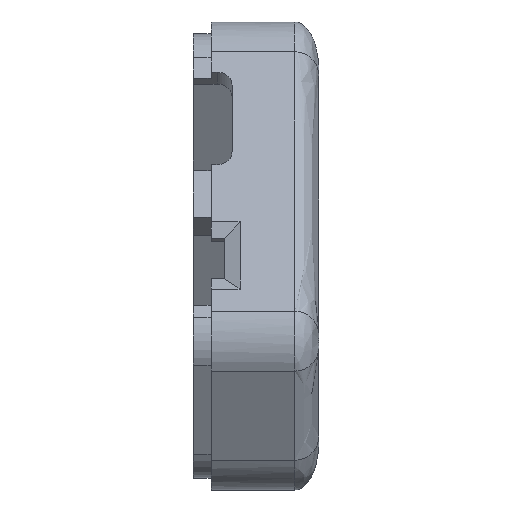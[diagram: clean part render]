
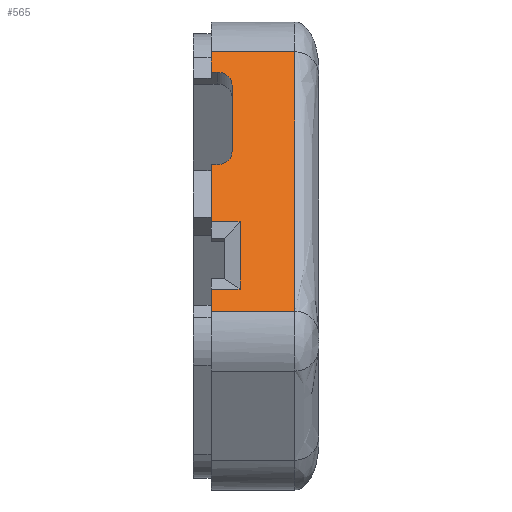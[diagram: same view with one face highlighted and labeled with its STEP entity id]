
A CAD part, left-side view. The second image highlights one B-rep face of the part: STEP entity #565.
In plain terms, the highlighted planar face has unit normal (-0.866, 0, 0.5).
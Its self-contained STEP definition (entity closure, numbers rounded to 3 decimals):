
#9 = VERTEX_POINT ( 'NONE', #1108 ) ;
#90 = ORIENTED_EDGE ( 'NONE', *, *, #99, .T. ) ;
#99 = EDGE_CURVE ( 'NONE', #1444, #991, #1417, .T. ) ;
#155 = CARTESIAN_POINT ( 'NONE',  ( -10.233, 7.25, 16.675 ) ) ;
#214 = ORIENTED_EDGE ( 'NONE', *, *, #2660, .F. ) ;
#220 = LINE ( 'NONE', #506, #3177 ) ;
#260 = LINE ( 'NONE', #569, #489 ) ;
#293 = EDGE_CURVE ( 'NONE', #2905, #1384, #220, .T. ) ;
#342 = CARTESIAN_POINT ( 'NONE',  ( -20.085, 6.585, -0.388 ) ) ;
#418 = VERTEX_POINT ( 'NONE', #1415 ) ;
#489 = VECTOR ( 'NONE', #2673, 1000. ) ;
#506 = CARTESIAN_POINT ( 'NONE',  ( -14.896, 9., 8.6 ) ) ;
#565 = ADVANCED_FACE ( 'NONE', ( #2820 ), #1449, .T. ) ;
#569 = CARTESIAN_POINT ( 'NONE',  ( -14.078, 0., 10.016 ) ) ;
#577 = CARTESIAN_POINT ( 'NONE',  ( -21.161, 9., -2.252 ) ) ;
#579 = LINE ( 'NONE', #2506, #2071 ) ;
#657 = ORIENTED_EDGE ( 'NONE', *, *, #2536, .T. ) ;
#741 = LINE ( 'NONE', #1210, #2632 ) ;
#783 = EDGE_CURVE ( 'NONE', #834, #3444, #1082, .T. ) ;
#785 = VERTEX_POINT ( 'NONE', #1626 ) ;
#810 = CARTESIAN_POINT ( 'NONE',  ( -14.896, 9., 8.6 ) ) ;
#820 = DIRECTION ( 'NONE',  ( 0.5, 0., 0.866 ) ) ;
#834 = VERTEX_POINT ( 'NONE', #2779 ) ;
#858 = LINE ( 'NONE', #1685, #3479 ) ;
#873 = ORIENTED_EDGE ( 'NONE', *, *, #2486, .T. ) ;
#886 = EDGE_CURVE ( 'NONE', #785, #3450, #3331, .T. ) ;
#941 = CIRCLE ( 'NONE', #2793, 1.25 ) ;
#949 = CIRCLE ( 'NONE', #1679, 1.25 ) ;
#991 = VERTEX_POINT ( 'NONE', #3401 ) ;
#995 = VECTOR ( 'NONE', #3061, 1000. ) ;
#1001 = LINE ( 'NONE', #3094, #3311 ) ;
#1041 = ORIENTED_EDGE ( 'NONE', *, *, #1328, .F. ) ;
#1078 = EDGE_CURVE ( 'NONE', #1945, #418, #260, .T. ) ;
#1082 = LINE ( 'NONE', #2426, #3239 ) ;
#1102 = DIRECTION ( 'NONE',  ( 0., -1., 0. ) ) ;
#1108 = CARTESIAN_POINT ( 'NONE',  ( -9.608, 9., 17.758 ) ) ;
#1135 = ORIENTED_EDGE ( 'NONE', *, *, #2558, .T. ) ;
#1144 = CARTESIAN_POINT ( 'NONE',  ( -8.63, 2., 19.452 ) ) ;
#1195 = CARTESIAN_POINT ( 'NONE',  ( -8.63, 9., 19.452 ) ) ;
#1205 = VERTEX_POINT ( 'NONE', #1195 ) ;
#1210 = CARTESIAN_POINT ( 'NONE',  ( -14.896, 9., 8.6 ) ) ;
#1217 = CARTESIAN_POINT ( 'NONE',  ( -14.078, 9., 10.016 ) ) ;
#1225 = VERTEX_POINT ( 'NONE', #3327 ) ;
#1275 = ORIENTED_EDGE ( 'NONE', *, *, #2084, .T. ) ;
#1282 = DIRECTION ( 'NONE',  ( 0.5, 0., 0.866 ) ) ;
#1289 = VECTOR ( 'NONE', #1580, 1000. ) ;
#1328 = EDGE_CURVE ( 'NONE', #418, #834, #941, .T. ) ;
#1384 = VERTEX_POINT ( 'NONE', #577 ) ;
#1408 = CARTESIAN_POINT ( 'NONE',  ( -16.984, 2., 4.983 ) ) ;
#1415 = CARTESIAN_POINT ( 'NONE',  ( -14.078, 8.5, 10.016 ) ) ;
#1417 = B_SPLINE_CURVE_WITH_KNOTS ( 'NONE', 3,
 ( #2314, #1408, #3118, #1144 ),
 .UNSPECIFIED., .F., .F.,
 ( 4, 4 ),
 ( 0., 1. ),
 .UNSPECIFIED. ) ;
#1422 = DIRECTION ( 'NONE',  ( -0.5, 0., -0.866 ) ) ;
#1444 = VERTEX_POINT ( 'NONE', #1646 ) ;
#1449 = PLANE ( 'NONE',  #2617 ) ;
#1473 = DIRECTION ( 'NONE',  ( -0.866, 0., 0.5 ) ) ;
#1500 = CARTESIAN_POINT ( 'NONE',  ( -14.896, 9., 8.6 ) ) ;
#1541 = ORIENTED_EDGE ( 'NONE', *, *, #886, .T. ) ;
#1542 = DIRECTION ( 'NONE',  ( -0.5, 0., -0.866 ) ) ;
#1580 = DIRECTION ( 'NONE',  ( 0., 1., 0. ) ) ;
#1613 = DIRECTION ( 'NONE',  ( -0.5, 0., -0.866 ) ) ;
#1626 = CARTESIAN_POINT ( 'NONE',  ( -16.835, 9., 5.242 ) ) ;
#1646 = CARTESIAN_POINT ( 'NONE',  ( -21.161, 2., -2.252 ) ) ;
#1679 = AXIS2_PLACEMENT_3D ( 'NONE', #1740, #1473, #2542 ) ;
#1685 = CARTESIAN_POINT ( 'NONE',  ( -8.63, 9., 19.452 ) ) ;
#1696 = ORIENTED_EDGE ( 'NONE', *, *, #2903, .F. ) ;
#1740 = CARTESIAN_POINT ( 'NONE',  ( -10.233, 8.5, 16.675 ) ) ;
#1794 = DIRECTION ( 'NONE',  ( 0., 1., 0. ) ) ;
#1846 = DIRECTION ( 'NONE',  ( -0.866, 0., 0.5 ) ) ;
#1863 = LINE ( 'NONE', #810, #1905 ) ;
#1866 = CARTESIAN_POINT ( 'NONE',  ( -16.835, 6.585, 5.242 ) ) ;
#1905 = VECTOR ( 'NONE', #1613, 1000. ) ;
#1945 = VERTEX_POINT ( 'NONE', #1217 ) ;
#1994 = DIRECTION ( 'NONE',  ( -0.866, 0., 0.5 ) ) ;
#2069 = DIRECTION ( 'NONE',  ( -0.5, 0., -0.866 ) ) ;
#2071 = VECTOR ( 'NONE', #1422, 1000. ) ;
#2084 = EDGE_CURVE ( 'NONE', #3450, #2873, #579, .T. ) ;
#2277 = ORIENTED_EDGE ( 'NONE', *, *, #1078, .F. ) ;
#2314 = CARTESIAN_POINT ( 'NONE',  ( -21.161, 2., -2.252 ) ) ;
#2374 = EDGE_LOOP ( 'NONE', ( #873, #90, #1696, #657, #2606, #214, #2805, #1041, #2277, #2919, #1541, #1275, #1135, #3067 ) ) ;
#2402 = VECTOR ( 'NONE', #2491, 1000. ) ;
#2426 = CARTESIAN_POINT ( 'NONE',  ( -14.896, 7.25, 8.6 ) ) ;
#2486 = EDGE_CURVE ( 'NONE', #1384, #1444, #2722, .T. ) ;
#2487 = CARTESIAN_POINT ( 'NONE',  ( -20.085, 9., -0.388 ) ) ;
#2491 = DIRECTION ( 'NONE',  ( 0., -1., 0. ) ) ;
#2499 = DIRECTION ( 'NONE',  ( 0.5, 0., 0.866 ) ) ;
#2506 = CARTESIAN_POINT ( 'NONE',  ( -19.435, 6.585, 0.738 ) ) ;
#2533 = CARTESIAN_POINT ( 'NONE',  ( -16.835, 7.885, 5.242 ) ) ;
#2536 = EDGE_CURVE ( 'NONE', #1205, #9, #741, .T. ) ;
#2542 = DIRECTION ( 'NONE',  ( 0.5, 0., 0.866 ) ) ;
#2558 = EDGE_CURVE ( 'NONE', #2873, #2905, #1001, .T. ) ;
#2606 = ORIENTED_EDGE ( 'NONE', *, *, #2709, .F. ) ;
#2617 = AXIS2_PLACEMENT_3D ( 'NONE', #1500, #1994, #2499 ) ;
#2632 = VECTOR ( 'NONE', #1542, 1000. ) ;
#2660 = EDGE_CURVE ( 'NONE', #3444, #1225, #949, .T. ) ;
#2673 = DIRECTION ( 'NONE',  ( 0., -1., 0. ) ) ;
#2689 = CARTESIAN_POINT ( 'NONE',  ( -9.608, 0., 17.758 ) ) ;
#2709 = EDGE_CURVE ( 'NONE', #1225, #9, #3157, .T. ) ;
#2722 = LINE ( 'NONE', #3056, #2402 ) ;
#2732 = EDGE_CURVE ( 'NONE', #1945, #785, #1863, .T. ) ;
#2779 = CARTESIAN_POINT ( 'NONE',  ( -13.453, 7.25, 11.098 ) ) ;
#2793 = AXIS2_PLACEMENT_3D ( 'NONE', #3123, #1846, #1282 ) ;
#2805 = ORIENTED_EDGE ( 'NONE', *, *, #783, .F. ) ;
#2820 = FACE_OUTER_BOUND ( 'NONE', #2374, .T. ) ;
#2873 = VERTEX_POINT ( 'NONE', #342 ) ;
#2903 = EDGE_CURVE ( 'NONE', #1205, #991, #858, .T. ) ;
#2905 = VERTEX_POINT ( 'NONE', #2487 ) ;
#2919 = ORIENTED_EDGE ( 'NONE', *, *, #2732, .T. ) ;
#3056 = CARTESIAN_POINT ( 'NONE',  ( -21.161, 9., -2.252 ) ) ;
#3061 = DIRECTION ( 'NONE',  ( 0., -1., 0. ) ) ;
#3067 = ORIENTED_EDGE ( 'NONE', *, *, #293, .T. ) ;
#3094 = CARTESIAN_POINT ( 'NONE',  ( -20.085, 9., -0.388 ) ) ;
#3118 = CARTESIAN_POINT ( 'NONE',  ( -12.807, 2., 12.217 ) ) ;
#3123 = CARTESIAN_POINT ( 'NONE',  ( -13.453, 8.5, 11.098 ) ) ;
#3157 = LINE ( 'NONE', #2689, #1289 ) ;
#3177 = VECTOR ( 'NONE', #2069, 1000. ) ;
#3239 = VECTOR ( 'NONE', #820, 1000. ) ;
#3311 = VECTOR ( 'NONE', #1794, 1000. ) ;
#3327 = CARTESIAN_POINT ( 'NONE',  ( -9.608, 8.5, 17.758 ) ) ;
#3331 = LINE ( 'NONE', #2533, #995 ) ;
#3401 = CARTESIAN_POINT ( 'NONE',  ( -8.63, 2., 19.452 ) ) ;
#3444 = VERTEX_POINT ( 'NONE', #155 ) ;
#3450 = VERTEX_POINT ( 'NONE', #1866 ) ;
#3479 = VECTOR ( 'NONE', #1102, 1000. ) ;
